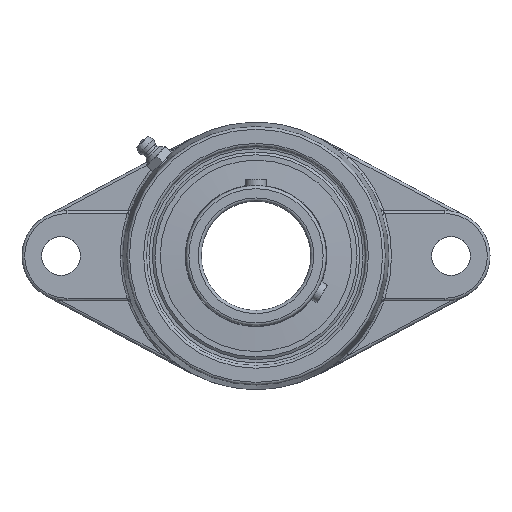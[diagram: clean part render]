
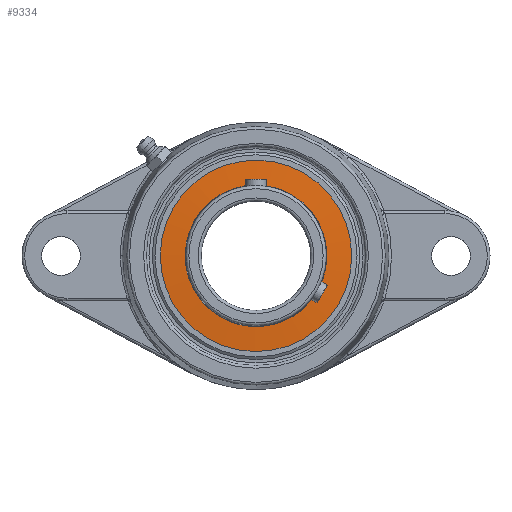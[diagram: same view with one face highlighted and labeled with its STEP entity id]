
A CAD part, top view. The second image highlights one B-rep face of the part: STEP entity #9334.
In plain terms, the highlighted conical face has half-angle 86.103 degrees and reference radius 27.762 mm.
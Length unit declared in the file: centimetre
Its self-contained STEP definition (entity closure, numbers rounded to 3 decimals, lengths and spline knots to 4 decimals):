
#9270=CARTESIAN_POINT('',(1.0249,-3.1902,0.));
#9271=VERTEX_POINT('',#9270);
#9281=CARTESIAN_POINT('',(1.0249,3.1902,0.));
#9282=VERTEX_POINT('',#9281);
#9283=CARTESIAN_POINT('',(1.0249,0.,0.));
#9284=DIRECTION('',(1.,0.,0.));
#9285=DIRECTION('',(-0.,1.,0.));
#9286=AXIS2_PLACEMENT_3D('',#9283,#9284,#9285);
#9287=CIRCLE('',#9286,3.1902);
#9288=EDGE_CURVE('',#9282,#9271,#9287,.T.);
#9290=CARTESIAN_POINT('',(1.0249,0.,0.));
#9291=DIRECTION('',(1.,0.,0.));
#9292=DIRECTION('',(-0.,1.,0.));
#9293=AXIS2_PLACEMENT_3D('',#9290,#9291,#9292);
#9294=CIRCLE('',#9293,3.1902);
#9295=EDGE_CURVE('',#9271,#9282,#9294,.T.);
#9300=CARTESIAN_POINT('',(1.0531,0.,0.));
#9301=DIRECTION('',(-1.,0.,0.));
#9302=DIRECTION('',(0.,1.,0.));
#9303=AXIS2_PLACEMENT_3D('',#9300,#9301,#9302);
#9304=CONICAL_SURFACE('',#9303,2.7762,86.103);
#9305=CARTESIAN_POINT('',(1.0813,-2.3622,-0.));
#9306=VERTEX_POINT('',#9305);
#9307=CARTESIAN_POINT('',(1.0813,-2.3622,-0.));
#9308=DIRECTION('',(-0.068,-0.998,-0.));
#9309=VECTOR('',#9308,0.83);
#9310=LINE('',#9307,#9309);
#9311=EDGE_CURVE('',#9306,#9271,#9310,.T.);
#9312=ORIENTED_EDGE('',*,*,#9311,.T.);
#9313=ORIENTED_EDGE('',*,*,#9295,.T.);
#9314=ORIENTED_EDGE('',*,*,#9288,.T.);
#9315=ORIENTED_EDGE('',*,*,#9311,.F.);
#9316=CARTESIAN_POINT('',(1.0813,2.3622,0.));
#9317=VERTEX_POINT('',#9316);
#9318=CARTESIAN_POINT('',(1.0813,0.,0.));
#9319=DIRECTION('',(1.,0.,0.));
#9320=DIRECTION('',(-0.,1.,0.));
#9321=AXIS2_PLACEMENT_3D('',#9318,#9319,#9320);
#9322=CIRCLE('',#9321,2.3622);
#9323=EDGE_CURVE('',#9317,#9306,#9322,.T.);
#9324=ORIENTED_EDGE('',*,*,#9323,.F.);
#9325=CARTESIAN_POINT('',(1.0813,0.,0.));
#9326=DIRECTION('',(1.,0.,0.));
#9327=DIRECTION('',(-0.,1.,0.));
#9328=AXIS2_PLACEMENT_3D('',#9325,#9326,#9327);
#9329=CIRCLE('',#9328,2.3622);
#9330=EDGE_CURVE('',#9306,#9317,#9329,.T.);
#9331=ORIENTED_EDGE('',*,*,#9330,.F.);
#9332=EDGE_LOOP('',(#9312,#9313,#9314,#9315,#9324,#9331));
#9333=FACE_BOUND('',#9332,.T.);
#9334=ADVANCED_FACE('',(#9333),#9304,.T.);
